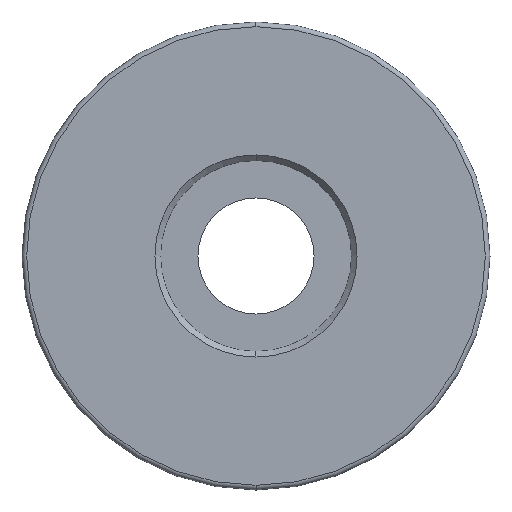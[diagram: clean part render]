
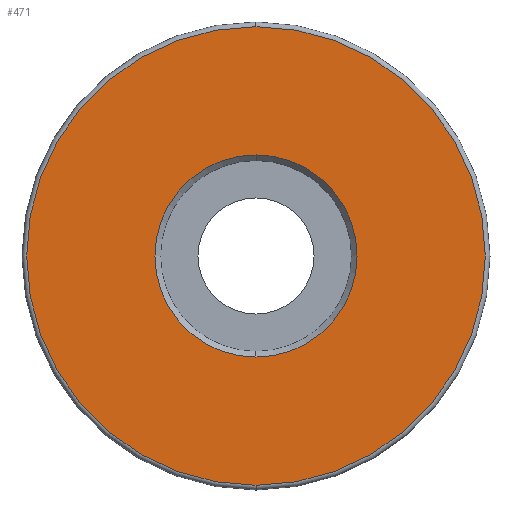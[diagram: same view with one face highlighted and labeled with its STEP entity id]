
A CAD part, front view. The second image highlights one B-rep face of the part: STEP entity #471.
In plain terms, the highlighted planar face has unit normal (0, -1, 0).
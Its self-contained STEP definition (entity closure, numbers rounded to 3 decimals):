
#8 = EDGE_CURVE ( 'NONE', #497, #102, #281, .T. ) ;
#12 = DIRECTION ( 'NONE',  ( 0., 1., 0. ) ) ;
#31 = AXIS2_PLACEMENT_3D ( 'NONE', #60, #130, #95 ) ;
#41 = VERTEX_POINT ( 'NONE', #178 ) ;
#54 = EDGE_CURVE ( 'NONE', #41, #390, #125, .T. ) ;
#56 = DIRECTION ( 'NONE',  ( 0., 0., 1. ) ) ;
#60 = CARTESIAN_POINT ( 'NONE',  ( -4.682, -2.095, 25. ) ) ;
#66 = AXIS2_PLACEMENT_3D ( 'NONE', #133, #374, #411 ) ;
#95 = DIRECTION ( 'NONE',  ( 0., 0., 1. ) ) ;
#102 = VERTEX_POINT ( 'NONE', #445 ) ;
#117 = AXIS2_PLACEMENT_3D ( 'NONE', #299, #12, #56 ) ;
#125 = CIRCLE ( 'NONE', #326, 12.25 ) ;
#130 = DIRECTION ( 'NONE',  ( 0., 1., 0. ) ) ;
#133 = CARTESIAN_POINT ( 'NONE',  ( -4.682, -2.095, 25. ) ) ;
#141 = CARTESIAN_POINT ( 'NONE',  ( -4.682, -2.095, 25. ) ) ;
#158 = CARTESIAN_POINT ( 'NONE',  ( -4.682, -2.095, 25. ) ) ;
#174 = DIRECTION ( 'NONE',  ( 0., -1., 0. ) ) ;
#178 = CARTESIAN_POINT ( 'NONE',  ( -4.682, -2.095, 37.25 ) ) ;
#203 = ORIENTED_EDGE ( 'NONE', *, *, #243, .T. ) ;
#211 = DIRECTION ( 'NONE',  ( 0., 0., 1. ) ) ;
#214 = CIRCLE ( 'NONE', #66, 12.25 ) ;
#230 = CARTESIAN_POINT ( 'NONE',  ( -4.682, -2.095, 12.75 ) ) ;
#231 = ORIENTED_EDGE ( 'NONE', *, *, #250, .T. ) ;
#243 = EDGE_CURVE ( 'NONE', #390, #41, #214, .T. ) ;
#250 = EDGE_CURVE ( 'NONE', #102, #497, #375, .T. ) ;
#261 = EDGE_LOOP ( 'NONE', ( #231, #430 ) ) ;
#273 = PLANE ( 'NONE',  #465 ) ;
#277 = DIRECTION ( 'NONE',  ( 0., 1., 0. ) ) ;
#281 = CIRCLE ( 'NONE', #31, 5.4 ) ;
#292 = ORIENTED_EDGE ( 'NONE', *, *, #54, .T. ) ;
#299 = CARTESIAN_POINT ( 'NONE',  ( -4.682, -2.095, 25. ) ) ;
#322 = DIRECTION ( 'NONE',  ( 0., 0., 1. ) ) ;
#326 = AXIS2_PLACEMENT_3D ( 'NONE', #141, #174, #211 ) ;
#357 = CARTESIAN_POINT ( 'NONE',  ( -4.682, -2.095, 30.4 ) ) ;
#366 = FACE_BOUND ( 'NONE', #261, .T. ) ;
#374 = DIRECTION ( 'NONE',  ( 0., -1., 0. ) ) ;
#375 = CIRCLE ( 'NONE', #117, 5.4 ) ;
#390 = VERTEX_POINT ( 'NONE', #230 ) ;
#392 = EDGE_LOOP ( 'NONE', ( #292, #203 ) ) ;
#411 = DIRECTION ( 'NONE',  ( 0., 0., 1. ) ) ;
#430 = ORIENTED_EDGE ( 'NONE', *, *, #8, .T. ) ;
#445 = CARTESIAN_POINT ( 'NONE',  ( -4.682, -2.095, 19.6 ) ) ;
#465 = AXIS2_PLACEMENT_3D ( 'NONE', #158, #277, #322 ) ;
#471 = ADVANCED_FACE ( 'NONE', ( #506, #366 ), #273, .F. ) ;
#497 = VERTEX_POINT ( 'NONE', #357 ) ;
#506 = FACE_OUTER_BOUND ( 'NONE', #392, .T. ) ;
